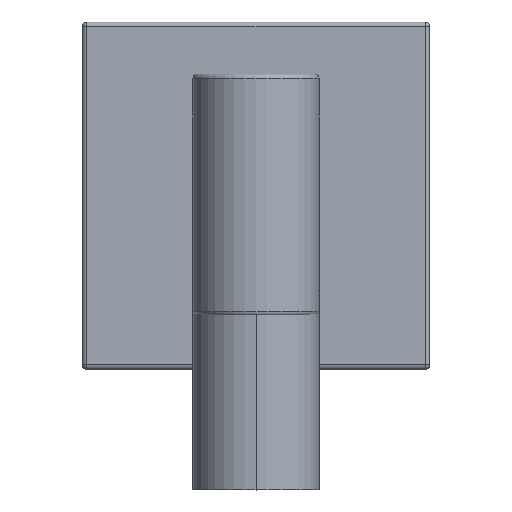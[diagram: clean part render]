
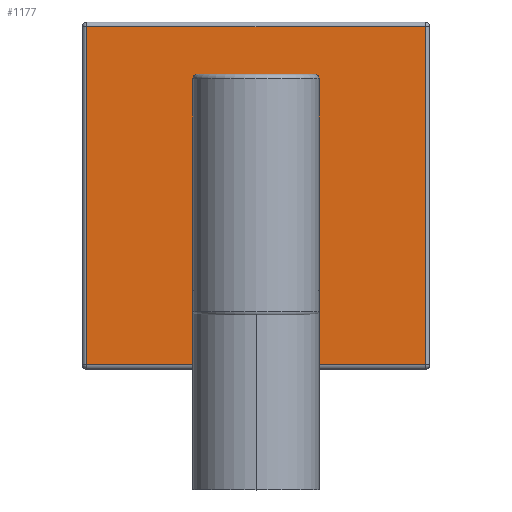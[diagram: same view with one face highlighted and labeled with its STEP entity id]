
A CAD part, top view. The second image highlights one B-rep face of the part: STEP entity #1177.
In plain terms, the highlighted face is planar.
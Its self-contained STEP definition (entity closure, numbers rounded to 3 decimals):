
#37 = EDGE_CURVE ( 'NONE', #546, #754, #127, .T. ) ;
#113 = VECTOR ( 'NONE', #236, 1000. ) ;
#127 = LINE ( 'NONE', #270, #113 ) ;
#144 = ORIENTED_EDGE ( 'NONE', *, *, #481, .T. ) ;
#182 = ORIENTED_EDGE ( 'NONE', *, *, #37, .T. ) ;
#236 = DIRECTION ( 'NONE',  ( 0., 0., -1. ) ) ;
#270 = CARTESIAN_POINT ( 'NONE',  ( 29.2, 9., -29.2 ) ) ;
#281 = AXIS2_PLACEMENT_3D ( 'NONE', #753, #751, #748 ) ;
#374 = VERTEX_POINT ( 'NONE', #1205 ) ;
#381 = EDGE_CURVE ( 'NONE', #1306, #546, #1167, .T. ) ;
#472 = EDGE_CURVE ( 'NONE', #374, #1306, #1209, .T. ) ;
#481 = EDGE_CURVE ( 'NONE', #754, #374, #1184, .T. ) ;
#546 = VERTEX_POINT ( 'NONE', #1154 ) ;
#600 = EDGE_LOOP ( 'NONE', ( #182, #144, #617, #1173 ) ) ;
#617 = ORIENTED_EDGE ( 'NONE', *, *, #472, .T. ) ;
#647 = CARTESIAN_POINT ( 'NONE',  ( -29.2, 9., 29.2 ) ) ;
#673 = FACE_OUTER_BOUND ( 'NONE', #600, .T. ) ;
#748 = DIRECTION ( 'NONE',  ( 0., 0., 1. ) ) ;
#751 = DIRECTION ( 'NONE',  ( 0., 1., 0. ) ) ;
#753 = CARTESIAN_POINT ( 'NONE',  ( -30., 9., 30. ) ) ;
#754 = VERTEX_POINT ( 'NONE', #1020 ) ;
#755 = PLANE ( 'NONE',  #281 ) ;
#1020 = CARTESIAN_POINT ( 'NONE',  ( 29.2, 9., -29.2 ) ) ;
#1128 = VECTOR ( 'NONE', #1166, 1000. ) ;
#1129 = VECTOR ( 'NONE', #1189, 1000. ) ;
#1140 = VECTOR ( 'NONE', #1200, 1000. ) ;
#1154 = CARTESIAN_POINT ( 'NONE',  ( 29.2, 9., 29.2 ) ) ;
#1166 = DIRECTION ( 'NONE',  ( 0., 0., 1. ) ) ;
#1167 = LINE ( 'NONE', #1214, #1140 ) ;
#1170 = CARTESIAN_POINT ( 'NONE',  ( -29.2, 9., -29.2 ) ) ;
#1172 = CARTESIAN_POINT ( 'NONE',  ( -29.2, 9., 29.2 ) ) ;
#1173 = ORIENTED_EDGE ( 'NONE', *, *, #381, .T. ) ;
#1177 = ADVANCED_FACE ( 'NONE', ( #673 ), #755, .T. ) ;
#1184 = LINE ( 'NONE', #1170, #1129 ) ;
#1189 = DIRECTION ( 'NONE',  ( -1., 0., 0. ) ) ;
#1200 = DIRECTION ( 'NONE',  ( 1., 0., 0. ) ) ;
#1205 = CARTESIAN_POINT ( 'NONE',  ( -29.2, 9., -29.2 ) ) ;
#1209 = LINE ( 'NONE', #1172, #1128 ) ;
#1214 = CARTESIAN_POINT ( 'NONE',  ( 29.2, 9., 29.2 ) ) ;
#1306 = VERTEX_POINT ( 'NONE', #647 ) ;
